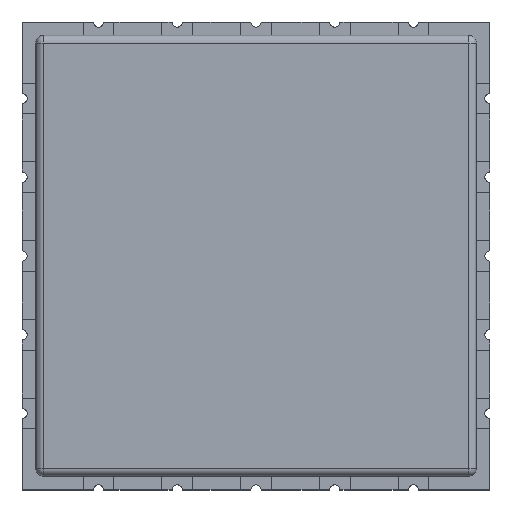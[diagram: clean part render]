
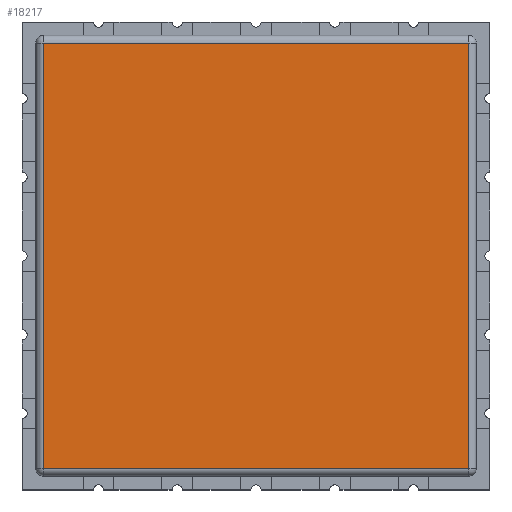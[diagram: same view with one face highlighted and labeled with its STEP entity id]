
A CAD part, top view. The second image highlights one B-rep face of the part: STEP entity #18217.
In plain terms, the highlighted planar face has unit normal (0, 0, 1).
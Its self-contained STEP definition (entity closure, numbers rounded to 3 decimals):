
#18217 = ADVANCED_FACE('',(#18218),#18232,.T.);
#18218 = FACE_BOUND('',#18219,.T.);
#18219 = EDGE_LOOP('',(#18220,#18255,#18283,#18311));
#18220 = ORIENTED_EDGE('',*,*,#18221,.T.);
#18221 = EDGE_CURVE('',#18222,#18224,#18226,.T.);
#18222 = VERTEX_POINT('',#18223);
#18223 = CARTESIAN_POINT('',(-13.85,-13.85,9.4));
#18224 = VERTEX_POINT('',#18225);
#18225 = CARTESIAN_POINT('',(13.85,-13.85,9.4));
#18226 = SURFACE_CURVE('',#18227,(#18231,#18243),.PCURVE_S1.);
#18227 = LINE('',#18228,#18229);
#18228 = CARTESIAN_POINT('',(-0.,-13.85,9.4));
#18229 = VECTOR('',#18230,1.);
#18230 = DIRECTION('',(1.,-0.,-0.));
#18231 = PCURVE('',#18232,#18237);
#18232 = PLANE('',#18233);
#18233 = AXIS2_PLACEMENT_3D('',#18234,#18235,#18236);
#18234 = CARTESIAN_POINT('',(0.,0.,9.4));
#18235 = DIRECTION('',(0.,0.,1.));
#18236 = DIRECTION('',(1.,0.,-0.));
#18237 = DEFINITIONAL_REPRESENTATION('',(#18238),#18242);
#18238 = LINE('',#18239,#18240);
#18239 = CARTESIAN_POINT('',(0.,-13.85));
#18240 = VECTOR('',#18241,1.);
#18241 = DIRECTION('',(1.,-0.));
#18242 = ( GEOMETRIC_REPRESENTATION_CONTEXT(2) 
PARAMETRIC_REPRESENTATION_CONTEXT() REPRESENTATION_CONTEXT('2D SPACE',''
  ) );
#18243 = PCURVE('',#18244,#18249);
#18244 = CYLINDRICAL_SURFACE('',#18245,0.5);
#18245 = AXIS2_PLACEMENT_3D('',#18246,#18247,#18248);
#18246 = CARTESIAN_POINT('',(14.35,-13.85,8.9));
#18247 = DIRECTION('',(-1.,0.,0.));
#18248 = DIRECTION('',(0.,0.,1.));
#18249 = DEFINITIONAL_REPRESENTATION('',(#18250),#18254);
#18250 = LINE('',#18251,#18252);
#18251 = CARTESIAN_POINT('',(6.283,14.35));
#18252 = VECTOR('',#18253,1.);
#18253 = DIRECTION('',(0.,-1.));
#18254 = ( GEOMETRIC_REPRESENTATION_CONTEXT(2) 
PARAMETRIC_REPRESENTATION_CONTEXT() REPRESENTATION_CONTEXT('2D SPACE',''
  ) );
#18255 = ORIENTED_EDGE('',*,*,#18256,.T.);
#18256 = EDGE_CURVE('',#18224,#18257,#18259,.T.);
#18257 = VERTEX_POINT('',#18258);
#18258 = CARTESIAN_POINT('',(13.85,13.85,9.4));
#18259 = SURFACE_CURVE('',#18260,(#18264,#18271),.PCURVE_S1.);
#18260 = LINE('',#18261,#18262);
#18261 = CARTESIAN_POINT('',(13.85,0.,9.4));
#18262 = VECTOR('',#18263,1.);
#18263 = DIRECTION('',(0.,1.,-0.));
#18264 = PCURVE('',#18232,#18265);
#18265 = DEFINITIONAL_REPRESENTATION('',(#18266),#18270);
#18266 = LINE('',#18267,#18268);
#18267 = CARTESIAN_POINT('',(13.85,0.));
#18268 = VECTOR('',#18269,1.);
#18269 = DIRECTION('',(0.,1.));
#18270 = ( GEOMETRIC_REPRESENTATION_CONTEXT(2) 
PARAMETRIC_REPRESENTATION_CONTEXT() REPRESENTATION_CONTEXT('2D SPACE',''
  ) );
#18271 = PCURVE('',#18272,#18277);
#18272 = CYLINDRICAL_SURFACE('',#18273,0.5);
#18273 = AXIS2_PLACEMENT_3D('',#18274,#18275,#18276);
#18274 = CARTESIAN_POINT('',(13.85,14.35,8.9));
#18275 = DIRECTION('',(0.,-1.,0.));
#18276 = DIRECTION('',(1.,0.,0.));
#18277 = DEFINITIONAL_REPRESENTATION('',(#18278),#18282);
#18278 = LINE('',#18279,#18280);
#18279 = CARTESIAN_POINT('',(1.571,14.35));
#18280 = VECTOR('',#18281,1.);
#18281 = DIRECTION('',(0.,-1.));
#18282 = ( GEOMETRIC_REPRESENTATION_CONTEXT(2) 
PARAMETRIC_REPRESENTATION_CONTEXT() REPRESENTATION_CONTEXT('2D SPACE',''
  ) );
#18283 = ORIENTED_EDGE('',*,*,#18284,.T.);
#18284 = EDGE_CURVE('',#18257,#18285,#18287,.T.);
#18285 = VERTEX_POINT('',#18286);
#18286 = CARTESIAN_POINT('',(-13.85,13.85,9.4));
#18287 = SURFACE_CURVE('',#18288,(#18292,#18299),.PCURVE_S1.);
#18288 = LINE('',#18289,#18290);
#18289 = CARTESIAN_POINT('',(-0.,13.85,9.4));
#18290 = VECTOR('',#18291,1.);
#18291 = DIRECTION('',(-1.,-0.,0.));
#18292 = PCURVE('',#18232,#18293);
#18293 = DEFINITIONAL_REPRESENTATION('',(#18294),#18298);
#18294 = LINE('',#18295,#18296);
#18295 = CARTESIAN_POINT('',(0.,13.85));
#18296 = VECTOR('',#18297,1.);
#18297 = DIRECTION('',(-1.,0.));
#18298 = ( GEOMETRIC_REPRESENTATION_CONTEXT(2) 
PARAMETRIC_REPRESENTATION_CONTEXT() REPRESENTATION_CONTEXT('2D SPACE',''
  ) );
#18299 = PCURVE('',#18300,#18305);
#18300 = CYLINDRICAL_SURFACE('',#18301,0.5);
#18301 = AXIS2_PLACEMENT_3D('',#18302,#18303,#18304);
#18302 = CARTESIAN_POINT('',(14.35,13.85,8.9));
#18303 = DIRECTION('',(1.,0.,0.));
#18304 = DIRECTION('',(0.,0.,-1.));
#18305 = DEFINITIONAL_REPRESENTATION('',(#18306),#18310);
#18306 = LINE('',#18307,#18308);
#18307 = CARTESIAN_POINT('',(3.142,-14.35));
#18308 = VECTOR('',#18309,1.);
#18309 = DIRECTION('',(0.,-1.));
#18310 = ( GEOMETRIC_REPRESENTATION_CONTEXT(2) 
PARAMETRIC_REPRESENTATION_CONTEXT() REPRESENTATION_CONTEXT('2D SPACE',''
  ) );
#18311 = ORIENTED_EDGE('',*,*,#18312,.T.);
#18312 = EDGE_CURVE('',#18285,#18222,#18313,.T.);
#18313 = SURFACE_CURVE('',#18314,(#18318,#18325),.PCURVE_S1.);
#18314 = LINE('',#18315,#18316);
#18315 = CARTESIAN_POINT('',(-13.85,0.,9.4));
#18316 = VECTOR('',#18317,1.);
#18317 = DIRECTION('',(0.,-1.,0.));
#18318 = PCURVE('',#18232,#18319);
#18319 = DEFINITIONAL_REPRESENTATION('',(#18320),#18324);
#18320 = LINE('',#18321,#18322);
#18321 = CARTESIAN_POINT('',(-13.85,0.));
#18322 = VECTOR('',#18323,1.);
#18323 = DIRECTION('',(0.,-1.));
#18324 = ( GEOMETRIC_REPRESENTATION_CONTEXT(2) 
PARAMETRIC_REPRESENTATION_CONTEXT() REPRESENTATION_CONTEXT('2D SPACE',''
  ) );
#18325 = PCURVE('',#18326,#18331);
#18326 = CYLINDRICAL_SURFACE('',#18327,0.5);
#18327 = AXIS2_PLACEMENT_3D('',#18328,#18329,#18330);
#18328 = CARTESIAN_POINT('',(-13.85,14.35,8.9));
#18329 = DIRECTION('',(0.,1.,-0.));
#18330 = DIRECTION('',(-1.,0.,0.));
#18331 = DEFINITIONAL_REPRESENTATION('',(#18332),#18336);
#18332 = LINE('',#18333,#18334);
#18333 = CARTESIAN_POINT('',(1.571,-14.35));
#18334 = VECTOR('',#18335,1.);
#18335 = DIRECTION('',(0.,-1.));
#18336 = ( GEOMETRIC_REPRESENTATION_CONTEXT(2) 
PARAMETRIC_REPRESENTATION_CONTEXT() REPRESENTATION_CONTEXT('2D SPACE',''
  ) );
